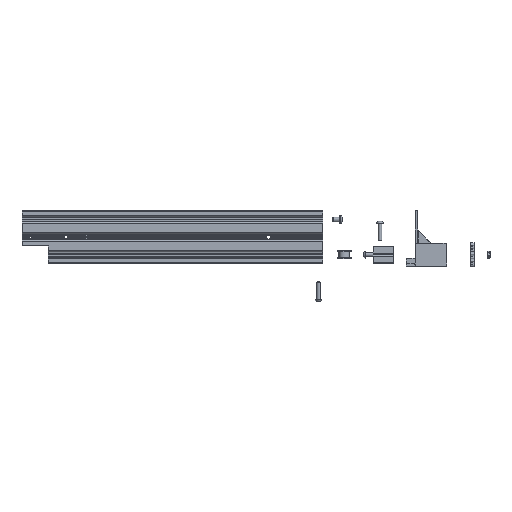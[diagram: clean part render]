
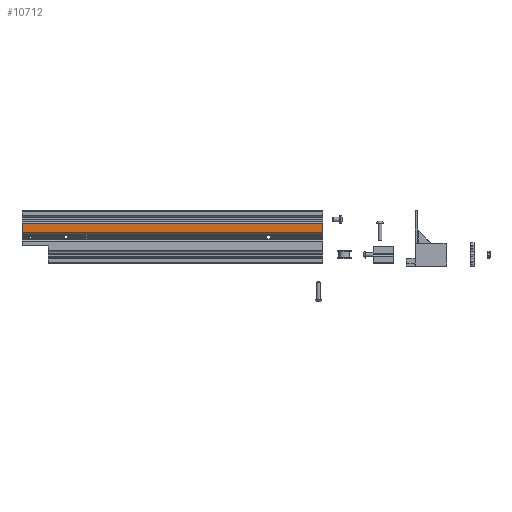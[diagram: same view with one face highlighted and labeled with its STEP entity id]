
A CAD part, top view. The second image highlights one B-rep face of the part: STEP entity #10712.
In plain terms, the highlighted face is planar.
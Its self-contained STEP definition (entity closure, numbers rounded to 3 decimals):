
#765=PLANE('',#11791);
#1189=FACE_OUTER_BOUND('',#1754,.T.);
#1754=EDGE_LOOP('',(#9129,#9130,#9131,#9132));
#2459=LINE('',#17655,#3366);
#2651=LINE('',#18244,#3558);
#2708=LINE('',#18411,#3615);
#2715=LINE('',#18427,#3622);
#3366=VECTOR('',#13514,10.);
#3558=VECTOR('',#14102,1000.);
#3615=VECTOR('',#14263,1000.);
#3622=VECTOR('',#14288,1000.);
#4884=VERTEX_POINT('',#17652);
#4885=VERTEX_POINT('',#17654);
#5083=VERTEX_POINT('',#18241);
#5084=VERTEX_POINT('',#18243);
#6151=EDGE_CURVE('',#4884,#4885,#2459,.T.);
#6451=EDGE_CURVE('',#5084,#5083,#2651,.T.);
#6538=EDGE_CURVE('',#5083,#4885,#2708,.T.);
#6545=EDGE_CURVE('',#4884,#5084,#2715,.T.);
#9129=ORIENTED_EDGE('',*,*,#6151,.F.);
#9130=ORIENTED_EDGE('',*,*,#6545,.T.);
#9131=ORIENTED_EDGE('',*,*,#6451,.T.);
#9132=ORIENTED_EDGE('',*,*,#6538,.T.);
#10712=ADVANCED_FACE('',(#1189),#765,.F.);
#11791=AXIS2_PLACEMENT_3D('',#18426,#14286,#14287);
#13514=DIRECTION('',(-1.,0.,0.));
#14102=DIRECTION('',(-1.,0.,0.));
#14263=DIRECTION('',(0.,0.,1.));
#14286=DIRECTION('center_axis',(0.,-1.,0.));
#14287=DIRECTION('ref_axis',(0.,0.,-1.));
#14288=DIRECTION('',(0.,0.,-1.));
#17652=CARTESIAN_POINT('',(15.17,10.,-658.));
#17654=CARTESIAN_POINT('',(4.83,10.,-658.));
#17655=CARTESIAN_POINT('',(10.376,10.,-658.));
#18241=CARTESIAN_POINT('',(4.83,10.,-1000.));
#18243=CARTESIAN_POINT('',(15.17,10.,-1000.));
#18244=CARTESIAN_POINT('',(15.274,10.,-1000.));
#18411=CARTESIAN_POINT('',(4.83,10.,-1014.142));
#18426=CARTESIAN_POINT('Origin',(15.274,10.,-1014.142));
#18427=CARTESIAN_POINT('',(15.17,10.,-1014.142));
